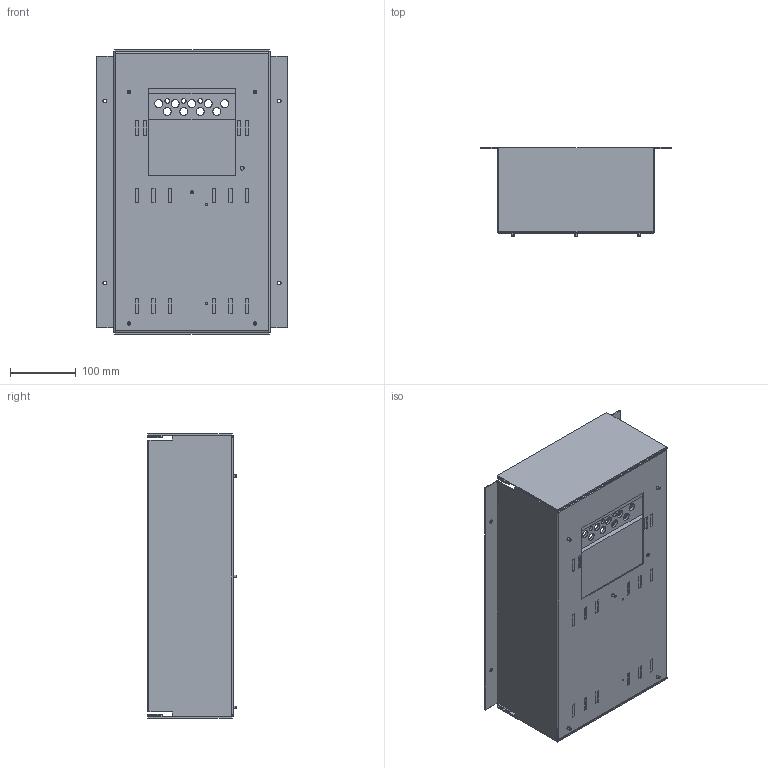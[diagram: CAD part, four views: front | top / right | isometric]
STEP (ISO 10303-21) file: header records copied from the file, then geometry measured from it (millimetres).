
FILE_DESCRIPTION (( 'STEP AP214' ), '1' );
FILE_NAME ('c_il186101-a_3d.STEP', '2019-10-02T13:17:10', ( '' ), ( '' ), 'SwSTEP 2.0', 'SolidWorks 2019', '' );
FILE_SCHEMA (( 'AUTOMOTIVE_DESIGN' ));
Length unit declared in the file: millimetre
Products named in the file (6): Meter box; Meter board; Meter board assembly; Separation profile; c_il186101-a_3d; Small screw
Assembly tree (19 placements, depth 3):
  c_il186101-a_3d
    Meter box
    Separation profile  x2
    Meter board assembly
      Meter board
      Small screw  x14
Bounding box: 289 x 135.5 x 431 mm (x, y, z)
Volume: 1302265.5 mm3; surface area: 812612.2 mm2
Topology: 19 solids, 19 shells, 830 faces, 2026 edges, 1260 vertices
Faces by surface type: plane 502, torus 168, cylinder 132, cone 28
Entity records: 12437 total; most frequent: CARTESIAN_POINT 2174, ORIENTED_EDGE 2032, DIRECTION 1992, EDGE_CURVE 1016, LINE 812, VECTOR 812, VERTEX_POINT 656, AXIS2_PLACEMENT_3D 590
